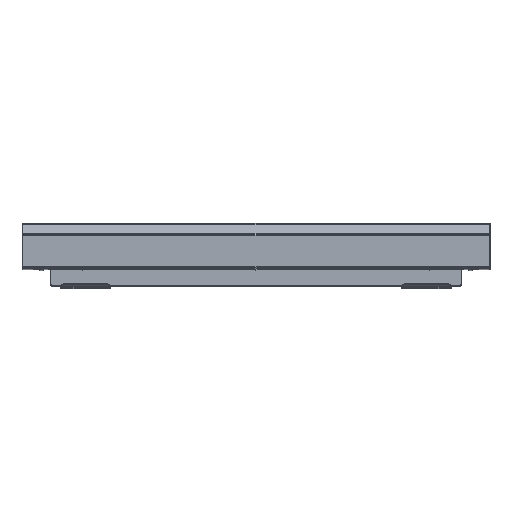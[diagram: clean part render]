
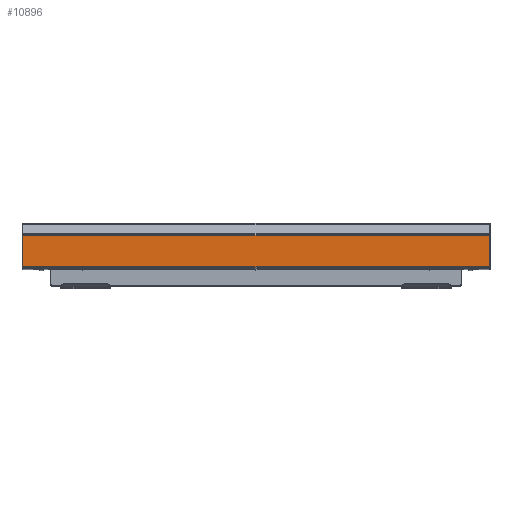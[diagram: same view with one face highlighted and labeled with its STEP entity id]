
A CAD part, top view. The second image highlights one B-rep face of the part: STEP entity #10896.
In plain terms, the highlighted planar face has unit normal (0, 0, 1).
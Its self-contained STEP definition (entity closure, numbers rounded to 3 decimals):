
#409 = LINE ( 'NONE', #5215, #3620 ) ;
#861 = CARTESIAN_POINT ( 'NONE',  ( -377.5, -19.054, 493. ) ) ;
#1179 = CARTESIAN_POINT ( 'NONE',  ( -377.5, -69.906, 493. ) ) ;
#1644 = CARTESIAN_POINT ( 'NONE',  ( 377.5, -69.906, 493. ) ) ;
#2453 = CARTESIAN_POINT ( 'NONE',  ( -377.5, -69.906, 493. ) ) ;
#2814 = LINE ( 'NONE', #10989, #14954 ) ;
#2833 = DIRECTION ( 'NONE',  ( 0., -1., 0. ) ) ;
#3620 = VECTOR ( 'NONE', #2833, 1000. ) ;
#3913 = VERTEX_POINT ( 'NONE', #11160 ) ;
#4404 = CARTESIAN_POINT ( 'NONE',  ( -377.5, -19.054, 493. ) ) ;
#4410 = VECTOR ( 'NONE', #10551, 1000. ) ;
#4913 = EDGE_LOOP ( 'NONE', ( #15403, #13697, #7985, #6657 ) ) ;
#5136 = VECTOR ( 'NONE', #14571, 1000. ) ;
#5215 = CARTESIAN_POINT ( 'NONE',  ( -377.5, -19.054, 493. ) ) ;
#5551 = CARTESIAN_POINT ( 'NONE',  ( -377.5, -19.054, 493. ) ) ;
#5679 = DIRECTION ( 'NONE',  ( 0., 0., 1. ) ) ;
#5754 = EDGE_CURVE ( 'NONE', #11331, #11491, #9651, .T. ) ;
#6657 = ORIENTED_EDGE ( 'NONE', *, *, #11108, .T. ) ;
#6919 = AXIS2_PLACEMENT_3D ( 'NONE', #861, #5679, #11566 ) ;
#7985 = ORIENTED_EDGE ( 'NONE', *, *, #12407, .F. ) ;
#9277 = LINE ( 'NONE', #5551, #4410 ) ;
#9651 = LINE ( 'NONE', #2453, #5136 ) ;
#9662 = VERTEX_POINT ( 'NONE', #4404 ) ;
#10279 = FACE_OUTER_BOUND ( 'NONE', #4913, .T. ) ;
#10551 = DIRECTION ( 'NONE',  ( 1., 0., 0. ) ) ;
#10896 = ADVANCED_FACE ( 'NONE', ( #10279 ), #12660, .T. ) ;
#10989 = CARTESIAN_POINT ( 'NONE',  ( 377.5, -19.054, 493. ) ) ;
#11108 = EDGE_CURVE ( 'NONE', #9662, #11331, #409, .T. ) ;
#11160 = CARTESIAN_POINT ( 'NONE',  ( 377.5, -19.054, 493. ) ) ;
#11331 = VERTEX_POINT ( 'NONE', #1179 ) ;
#11491 = VERTEX_POINT ( 'NONE', #1644 ) ;
#11499 = EDGE_CURVE ( 'NONE', #3913, #11491, #2814, .T. ) ;
#11566 = DIRECTION ( 'NONE',  ( 0., -1., 0. ) ) ;
#12407 = EDGE_CURVE ( 'NONE', #9662, #3913, #9277, .T. ) ;
#12660 = PLANE ( 'NONE',  #6919 ) ;
#13521 = DIRECTION ( 'NONE',  ( 0., -1., 0. ) ) ;
#13697 = ORIENTED_EDGE ( 'NONE', *, *, #11499, .F. ) ;
#14571 = DIRECTION ( 'NONE',  ( 1., 0., 0. ) ) ;
#14954 = VECTOR ( 'NONE', #13521, 1000. ) ;
#15403 = ORIENTED_EDGE ( 'NONE', *, *, #5754, .T. ) ;
